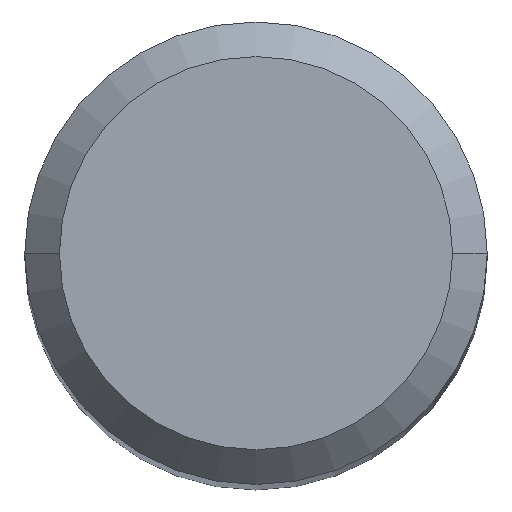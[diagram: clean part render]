
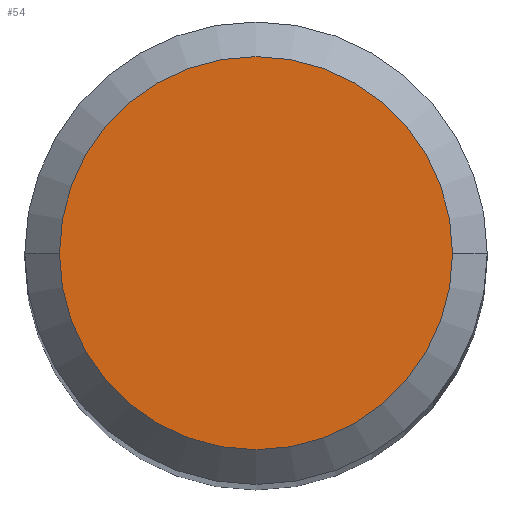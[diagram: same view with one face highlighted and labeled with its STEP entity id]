
A CAD part, top view. The second image highlights one B-rep face of the part: STEP entity #54.
In plain terms, the highlighted planar face has unit normal (0, 0, 1).
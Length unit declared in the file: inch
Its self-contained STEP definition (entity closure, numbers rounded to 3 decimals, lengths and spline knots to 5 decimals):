
#17 = CIRCLE ( 'NONE', #244, 0.10039 ) ;
#54 = ADVANCED_FACE ( 'NONE', ( #193 ), #157, .F. ) ;
#64 = DIRECTION ( 'NONE',  ( 0., 0., -1. ) ) ;
#79 = VERTEX_POINT ( 'NONE', #237 ) ;
#82 = CARTESIAN_POINT ( 'NONE',  ( -0.10039, 0., 0. ) ) ;
#85 = CARTESIAN_POINT ( 'NONE',  ( 0., 0., 0. ) ) ;
#150 = DIRECTION ( 'NONE',  ( 0., 0., 1. ) ) ;
#157 = PLANE ( 'NONE',  #357 ) ;
#184 = DIRECTION ( 'NONE',  ( 1., 0., 0. ) ) ;
#193 = FACE_OUTER_BOUND ( 'NONE', #447, .T. ) ;
#237 = CARTESIAN_POINT ( 'NONE',  ( 0.10039, 0., 0. ) ) ;
#244 = AXIS2_PLACEMENT_3D ( 'NONE', #290, #401, #360 ) ;
#245 = DIRECTION ( 'NONE',  ( -1., 0., 0. ) ) ;
#247 = EDGE_CURVE ( 'NONE', #79, #301, #392, .T. ) ;
#256 = EDGE_CURVE ( 'NONE', #301, #79, #17, .T. ) ;
#268 = AXIS2_PLACEMENT_3D ( 'NONE', #85, #150, #184 ) ;
#290 = CARTESIAN_POINT ( 'NONE',  ( 0., 0., 0. ) ) ;
#301 = VERTEX_POINT ( 'NONE', #82 ) ;
#317 = ORIENTED_EDGE ( 'NONE', *, *, #247, .T. ) ;
#327 = ORIENTED_EDGE ( 'NONE', *, *, #256, .T. ) ;
#357 = AXIS2_PLACEMENT_3D ( 'NONE', #424, #64, #245 ) ;
#360 = DIRECTION ( 'NONE',  ( 1., 0., 0. ) ) ;
#392 = CIRCLE ( 'NONE', #268, 0.10039 ) ;
#401 = DIRECTION ( 'NONE',  ( 0., 0., 1. ) ) ;
#424 = CARTESIAN_POINT ( 'NONE',  ( 0., 0., 0. ) ) ;
#447 = EDGE_LOOP ( 'NONE', ( #327, #317 ) ) ;
